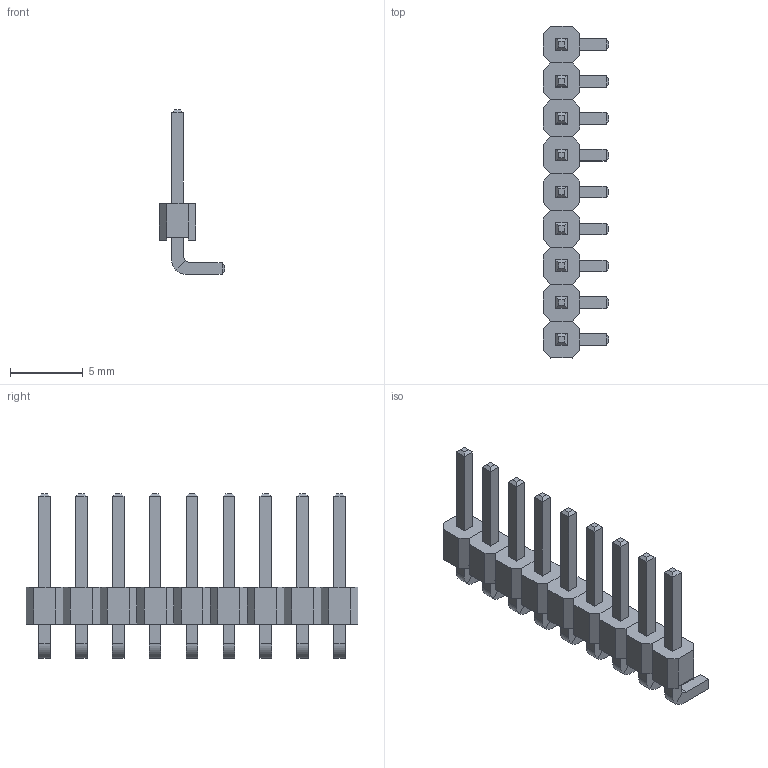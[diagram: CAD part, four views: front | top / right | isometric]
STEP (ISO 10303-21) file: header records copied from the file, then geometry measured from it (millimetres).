
FILE_DESCRIPTION(('FreeCAD Model'),'2;1');
FILE_NAME( '1x09_90.stp', '2015-04-12T20:58:49',('FreeCAD'),('FreeCAD'), 'Open CASCADE STEP processor 6.7','FreeCAD','Unknown');
FILE_SCHEMA(('AUTOMOTIVE_DESIGN_CC2 { 1 2 10303 214 -1 1 5 4 }'));
Length unit declared in the file: millimetre
Products named in the file (2): Array001; Array
Bounding box: 4.54 x 22.86 x 11.34 mm (x, y, z)
Volume: 194.5 mm3; surface area: 775.7 mm2
Topology: 18 solids, 18 shells, 342 faces, 810 edges, 504 vertices
Faces by surface type: plane 324, cylinder 18
Entity records: 20298 total; most frequent: CARTESIAN_POINT 3583, DIRECTION 3062, LINE 2196, VECTOR 2196, ORIENTED_EDGE 1620, PCURVE 1620, DEFINITIONAL_REPRESENTATION 1620, EDGE_CURVE 810
